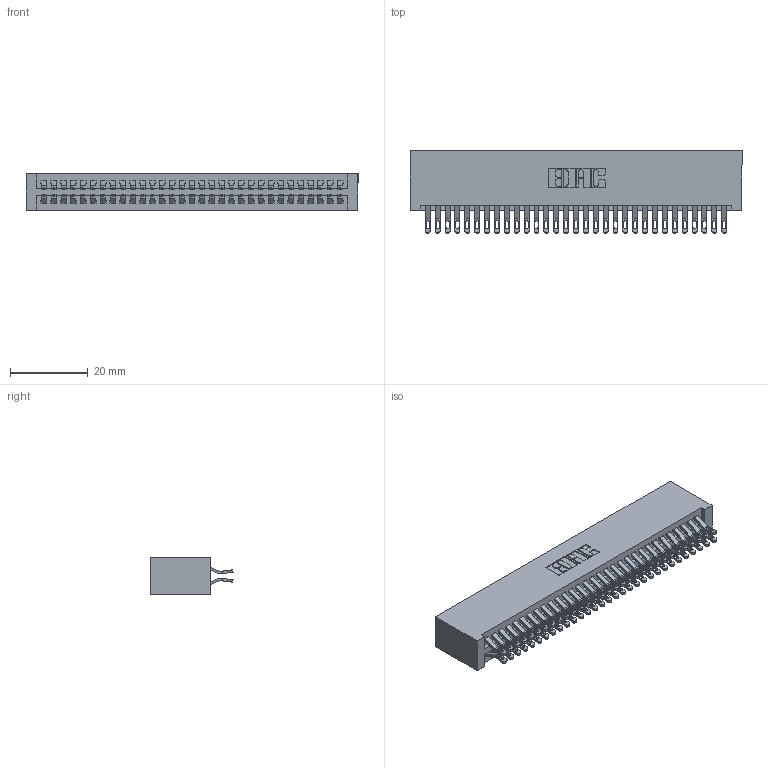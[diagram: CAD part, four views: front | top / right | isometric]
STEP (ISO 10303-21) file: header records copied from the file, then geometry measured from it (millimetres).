
FILE_DESCRIPTION (( 'STEP AP203' ), '1' );
FILE_NAME ('345-062-555-201.STEP', '2019-10-30T11:57:39', ( '' ), ( '' ), 'SwSTEP 2.0', 'SolidWorks 2016', '' );
FILE_SCHEMA (( 'CONFIG_CONTROL_DESIGN' ));
Length unit declared in the file: inch
Products named in the file (3): 345-062-555-201; 345 Part_No Mounting Lugs; 345-292-001_555 Tail
Assembly tree (63 placements, depth 2):
  345-062-555-201
    345 Part_No Mounting Lugs
    345-292-001_555 Tail  x62
Bounding box: 85.34 x 21.13 x 9.4 mm (x, y, z)
Volume: 8984 mm3; surface area: 13995.6 mm2
Topology: 63 solids, 63 shells, 3590 faces, 11291 edges, 7526 vertices
Faces by surface type: plane 1998, cylinder 1592
Entity records: 25853 total; most frequent: CARTESIAN_POINT 4378, ORIENTED_EDGE 4282, DIRECTION 3837, EDGE_CURVE 2141, VECTOR 1873, LINE 1873, VERTEX_POINT 1426, AXIS2_PLACEMENT_3D 982
